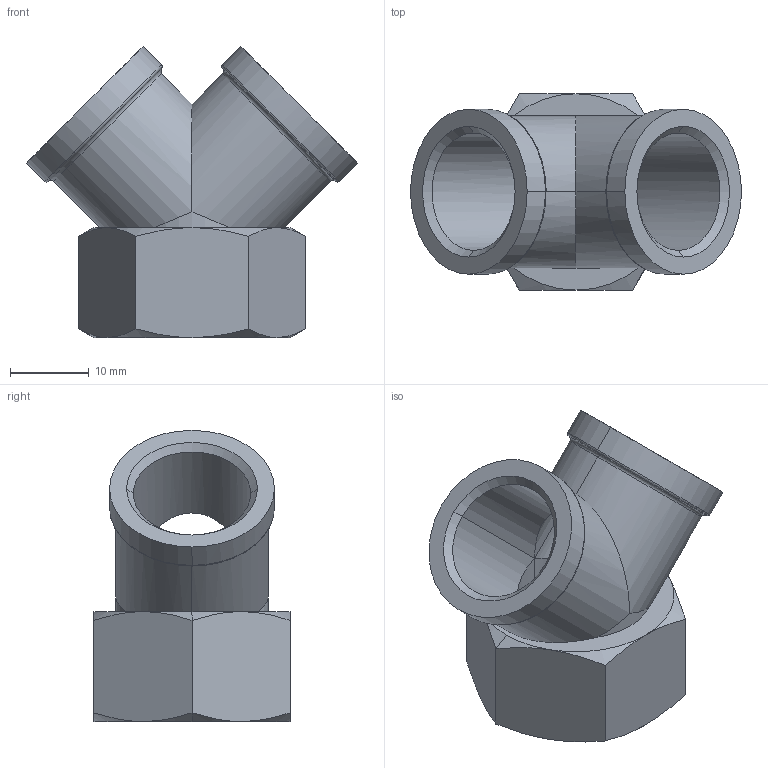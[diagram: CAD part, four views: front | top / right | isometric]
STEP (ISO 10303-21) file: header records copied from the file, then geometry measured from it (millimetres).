
FILE_DESCRIPTION(('STEP AP214'),'1');
FILE_NAME('0910_00_17.stp','2016-07-07T14:24:06',('TraceParts'),('TraceParts S.A.'),'Spatial InterOp 3D',' ',' ');
FILE_SCHEMA(('automotive_design'));
Length unit declared in the file: millimetre
Products named in the file (1): Solide1
Bounding box: 42.14 x 25 x 37.07 mm (x, y, z)
Volume: 9029.8 mm3; surface area: 6013.3 mm2
Topology: 1 solids, 1 shells, 56 faces, 135 edges, 81 vertices
Faces by surface type: cone 22, cylinder 16, plane 10, torus 8
Entity records: 2100 total; most frequent: CARTESIAN_POINT 321, DIRECTION 306, ORIENTED_EDGE 270, AXIS2_PLACEMENT_3D 138, EDGE_CURVE 135, VERTEX_POINT 81, CIRCLE 68, EDGE_LOOP 60
